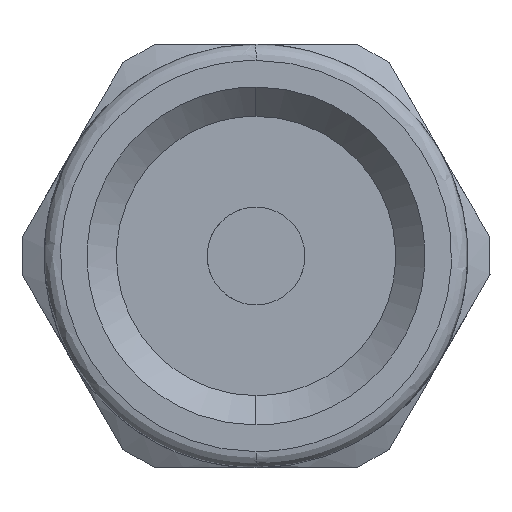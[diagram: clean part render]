
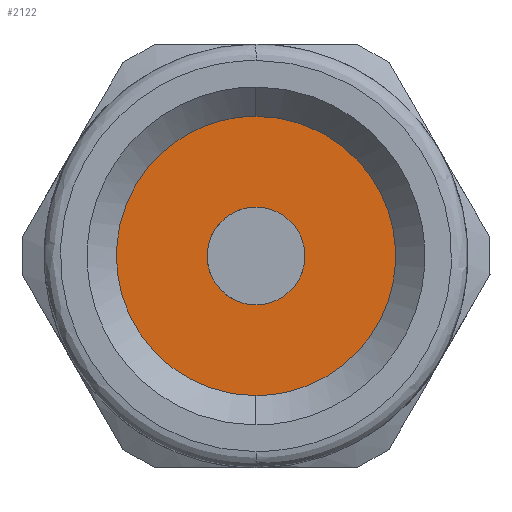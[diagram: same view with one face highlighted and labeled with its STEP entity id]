
A CAD part, front view. The second image highlights one B-rep face of the part: STEP entity #2122.
In plain terms, the highlighted free-form (B-spline) face has degree [1, 1] with [2, 2] control points.
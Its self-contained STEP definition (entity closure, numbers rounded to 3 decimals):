
#108 = CARTESIAN_POINT ( 'NONE',  ( 1.5, 8.5, 0.879 ) ) ;
#178 = CARTESIAN_POINT ( 'NONE',  ( -3., 8.5, -1.5 ) ) ;
#230 = CARTESIAN_POINT ( 'NONE',  ( -4.334, 8.5, 4.334 ) ) ;
#269 = VERTEX_POINT ( 'NONE', #2933 ) ;
#292 = VERTEX_POINT ( 'NONE', #1643 ) ;
#309 = EDGE_LOOP ( 'NONE', ( #2366, #2715 ) ) ;
#416 = CARTESIAN_POINT ( 'NONE',  ( 0., 8.5, 4.283 ) ) ;
#437 = CARTESIAN_POINT ( 'NONE',  ( -3., 8.5, 1.5 ) ) ;
#462 = CARTESIAN_POINT ( 'NONE',  ( 0., 8.5, -4.283 ) ) ;
#502 =( BOUNDED_CURVE ( )  B_SPLINE_CURVE ( 3, ( #2531, #586, #3058, #3037, #108, #2818, #2553 ),
 .UNSPECIFIED., .F., .F. ) 
 B_SPLINE_CURVE_WITH_KNOTS ( ( 4, 3, 4 ),
 ( -3.142, -1.571, 0. ),
 .UNSPECIFIED. ) 
 CURVE ( )  GEOMETRIC_REPRESENTATION_ITEM ( )  RATIONAL_B_SPLINE_CURVE ( ( 1., 0.805, 0.805, 1., 0.805, 0.805, 1. ) ) 
 REPRESENTATION_ITEM ( '' )  );
#586 = CARTESIAN_POINT ( 'NONE',  ( 0.879, 8.5, -1.5 ) ) ;
#631 = CARTESIAN_POINT ( 'NONE',  ( 4.283, 8.5, 2.509 ) ) ;
#645 = CARTESIAN_POINT ( 'NONE',  ( 2.509, 8.5, 4.283 ) ) ;
#705 = CARTESIAN_POINT ( 'NONE',  ( -4.334, 8.5, -4.334 ) ) ;
#718 = CARTESIAN_POINT ( 'NONE',  ( 4.334, 8.5, 4.334 ) ) ;
#741 = EDGE_CURVE ( 'NONE', #1795, #292, #1016, .T. ) ;
#889 = CARTESIAN_POINT ( 'NONE',  ( -8.566, 8.5, -4.283 ) ) ;
#970 = EDGE_CURVE ( 'NONE', #1559, #269, #502, .T. ) ;
#1016 =( BOUNDED_CURVE ( )  B_SPLINE_CURVE ( 3, ( #2776, #645, #631, #1294, #1431, #1918, #462 ),
 .UNSPECIFIED., .F., .F. ) 
 B_SPLINE_CURVE_WITH_KNOTS ( ( 4, 3, 4 ),
 ( -3.142, -1.571, 0. ),
 .UNSPECIFIED. ) 
 CURVE ( )  GEOMETRIC_REPRESENTATION_ITEM ( )  RATIONAL_B_SPLINE_CURVE ( ( 1., 0.805, 0.805, 1., 0.805, 0.805, 1. ) ) 
 REPRESENTATION_ITEM ( '' )  );
#1107 = FACE_BOUND ( 'NONE', #309, .T. ) ;
#1281 = EDGE_CURVE ( 'NONE', #292, #1795, #2492, .T. ) ;
#1294 = CARTESIAN_POINT ( 'NONE',  ( 4.283, 8.5, 0. ) ) ;
#1304 = ORIENTED_EDGE ( 'NONE', *, *, #741, .F. ) ;
#1352 = EDGE_CURVE ( 'NONE', #269, #1559, #2197, .T. ) ;
#1406 = B_SPLINE_SURFACE_WITH_KNOTS ( 'NONE', 1, 1, ( 
 ( #705, #2190 ),
 ( #230, #718 ) ),
 .UNSPECIFIED., .F., .F., .F.,
 ( 2, 2 ),
 ( 2, 2 ),
 ( 0., 1. ),
 ( 0., 1. ),
 .UNSPECIFIED. ) ;
#1431 = CARTESIAN_POINT ( 'NONE',  ( 4.283, 8.5, -2.509 ) ) ;
#1559 = VERTEX_POINT ( 'NONE', #2455 ) ;
#1640 = CARTESIAN_POINT ( 'NONE',  ( -8.566, 8.5, 4.283 ) ) ;
#1643 = CARTESIAN_POINT ( 'NONE',  ( 0., 8.5, -4.283 ) ) ;
#1685 = CARTESIAN_POINT ( 'NONE',  ( 0., 8.5, -1.5 ) ) ;
#1795 = VERTEX_POINT ( 'NONE', #1999 ) ;
#1918 = CARTESIAN_POINT ( 'NONE',  ( 2.509, 8.5, -4.283 ) ) ;
#1999 = CARTESIAN_POINT ( 'NONE',  ( 0., 8.5, 4.283 ) ) ;
#2089 = FACE_OUTER_BOUND ( 'NONE', #2944, .T. ) ;
#2122 = ADVANCED_FACE ( 'NONE', ( #1107, #2089 ), #1406, .F. ) ;
#2190 = CARTESIAN_POINT ( 'NONE',  ( 4.334, 8.5, -4.334 ) ) ;
#2197 =( BOUNDED_CURVE ( )  B_SPLINE_CURVE ( 3, ( #2402, #437, #178, #1685 ),
 .UNSPECIFIED., .F., .F. ) 
 B_SPLINE_CURVE_WITH_KNOTS ( ( 4, 4 ),
 ( -3.142, 0. ),
 .UNSPECIFIED. ) 
 CURVE ( )  GEOMETRIC_REPRESENTATION_ITEM ( )  RATIONAL_B_SPLINE_CURVE ( ( 1., 0.333, 0.333, 1. ) ) 
 REPRESENTATION_ITEM ( '' )  );
#2366 = ORIENTED_EDGE ( 'NONE', *, *, #1352, .F. ) ;
#2402 = CARTESIAN_POINT ( 'NONE',  ( 0., 8.5, 1.5 ) ) ;
#2455 = CARTESIAN_POINT ( 'NONE',  ( 0., 8.5, -1.5 ) ) ;
#2492 =( BOUNDED_CURVE ( )  B_SPLINE_CURVE ( 3, ( #3113, #889, #1640, #416 ),
 .UNSPECIFIED., .F., .F. ) 
 B_SPLINE_CURVE_WITH_KNOTS ( ( 4, 4 ),
 ( -3.142, 0. ),
 .UNSPECIFIED. ) 
 CURVE ( )  GEOMETRIC_REPRESENTATION_ITEM ( )  RATIONAL_B_SPLINE_CURVE ( ( 1., 0.333, 0.333, 1. ) ) 
 REPRESENTATION_ITEM ( '' )  );
#2531 = CARTESIAN_POINT ( 'NONE',  ( 0., 8.5, -1.5 ) ) ;
#2553 = CARTESIAN_POINT ( 'NONE',  ( 0., 8.5, 1.5 ) ) ;
#2715 = ORIENTED_EDGE ( 'NONE', *, *, #970, .F. ) ;
#2776 = CARTESIAN_POINT ( 'NONE',  ( 0., 8.5, 4.283 ) ) ;
#2818 = CARTESIAN_POINT ( 'NONE',  ( 0.879, 8.5, 1.5 ) ) ;
#2927 = ORIENTED_EDGE ( 'NONE', *, *, #1281, .F. ) ;
#2933 = CARTESIAN_POINT ( 'NONE',  ( 0., 8.5, 1.5 ) ) ;
#2944 = EDGE_LOOP ( 'NONE', ( #2927, #1304 ) ) ;
#3037 = CARTESIAN_POINT ( 'NONE',  ( 1.5, 8.5, 0. ) ) ;
#3058 = CARTESIAN_POINT ( 'NONE',  ( 1.5, 8.5, -0.879 ) ) ;
#3113 = CARTESIAN_POINT ( 'NONE',  ( 0., 8.5, -4.283 ) ) ;
